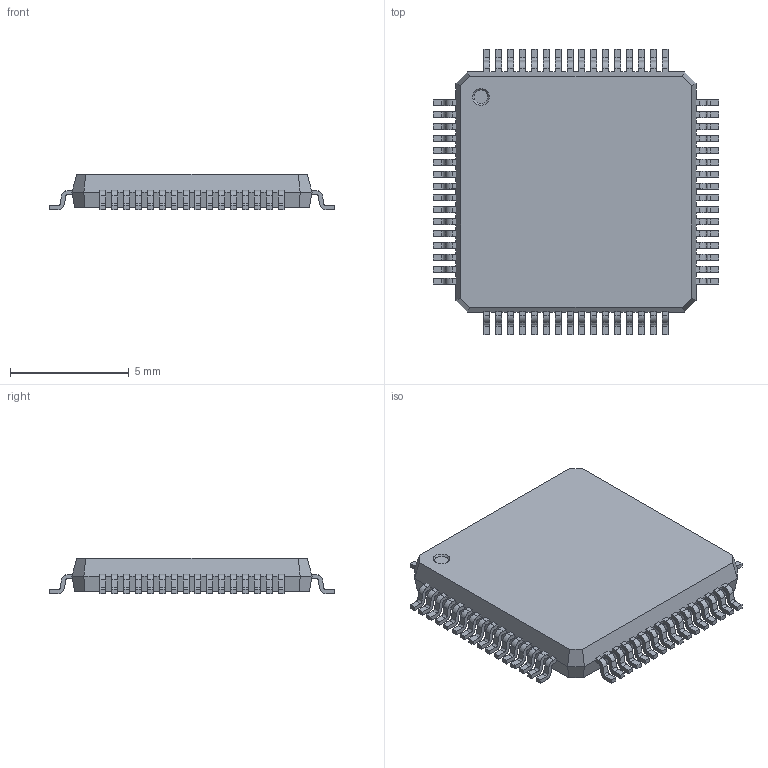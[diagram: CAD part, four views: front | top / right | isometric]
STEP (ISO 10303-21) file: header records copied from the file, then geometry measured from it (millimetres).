
FILE_DESCRIPTION(('FreeCAD Model'),'2;1');
FILE_NAME('Compound.step', '2017-02-21T10:39:46',('kicad StepUp'),('ksu MCAD'), 'Open CASCADE STEP processor 6.8','FreeCAD','Unknown');
FILE_SCHEMA(('AUTOMOTIVE_DESIGN_CC2 { 1 2 10303 214 -1 1 5 4 }'));
Length unit declared in the file: millimetre
Products named in the file (1): Compound
Bounding box: 12 x 12 x 1.48 mm (x, y, z)
Volume: 141.7 mm3; surface area: 323.3 mm2
Topology: 3 solids, 3 shells, 855 faces, 2536 edges, 1688 vertices
Faces by surface type: plane 597, cylinder 256, cone 2
Entity records: 34497 total; most frequent: CARTESIAN_POINT 5080, ORIENTED_EDGE 5072, DIRECTION 4764, EDGE_CURVE 2536, LINE 2020, VECTOR 2020, VERTEX_POINT 1688, AXIS2_PLACEMENT_3D 1372
